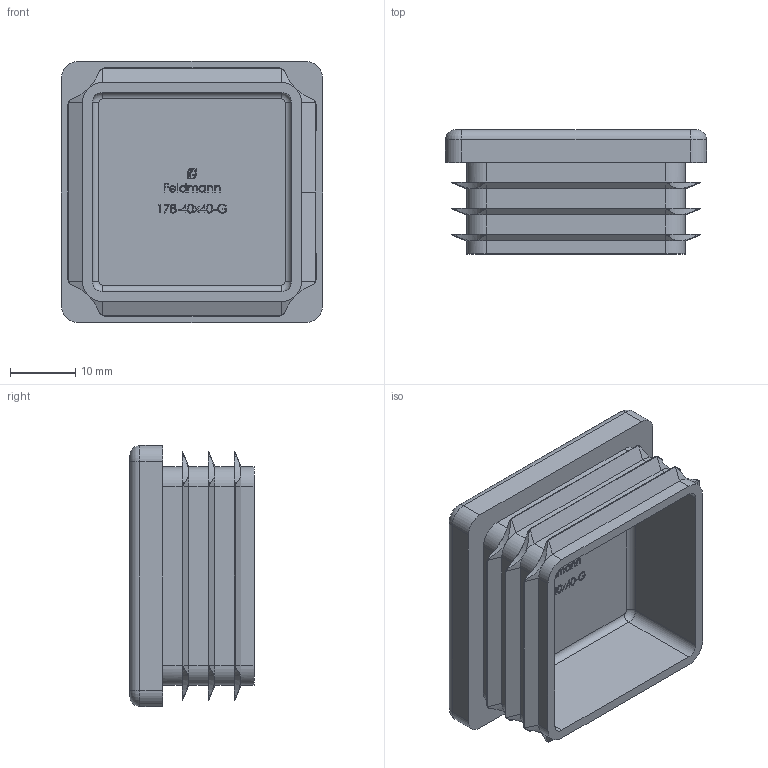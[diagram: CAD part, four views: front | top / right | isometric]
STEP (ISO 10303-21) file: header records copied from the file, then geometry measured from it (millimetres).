
FILE_DESCRIPTION (( 'STEP AP203' ), '1' );
FILE_NAME ('178-40x40-G.step', '2021-01-22T12:46:49', ( '' ), ( '' ), 'SwSTEP 2.0', 'SolidWorks 2018', '' );
FILE_SCHEMA (( 'CONFIG_CONTROL_DESIGN' ));
Length unit declared in the file: millimetre
Products named in the file (2): 178-40x40-G
Bounding box: 40 x 19 x 40 mm (x, y, z)
Volume: 10963.7 mm3; surface area: 8628.9 mm2
Topology: 1 solids, 1 shells, 474 faces, 1253 edges, 812 vertices
Faces by surface type: plane 247, bspline 112, cylinder 83, cone 24, torus 8
Entity records: 20575 total; most frequent: CARTESIAN_POINT 9581, ORIENTED_EDGE 2506, DIRECTION 1808, EDGE_CURVE 1253, VERTEX_POINT 812, LINE 738, VECTOR 738, AXIS2_PLACEMENT_3D 535
